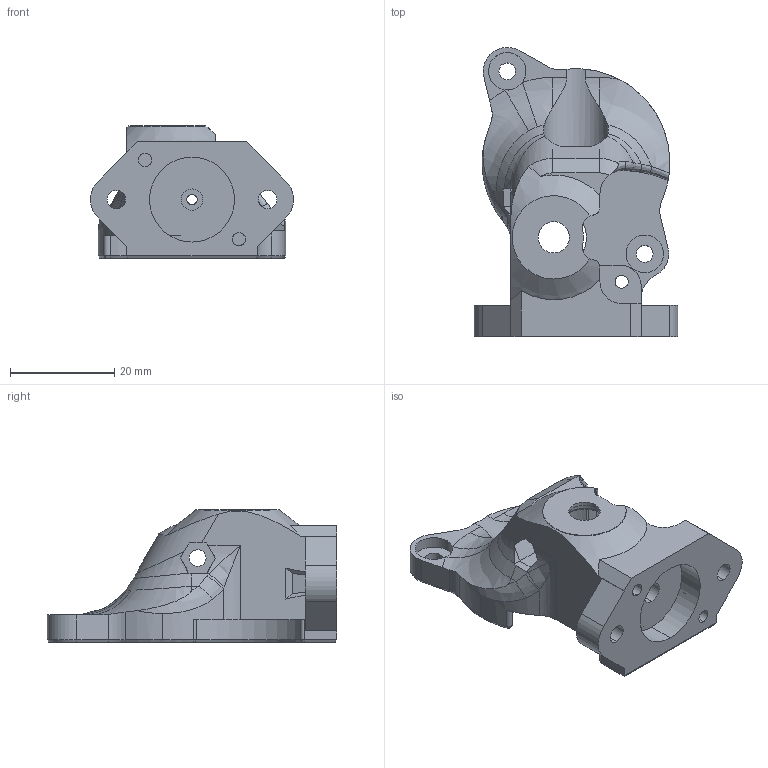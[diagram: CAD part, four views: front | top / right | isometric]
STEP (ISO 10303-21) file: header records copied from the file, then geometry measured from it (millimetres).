
FILE_DESCRIPTION (( 'STEP AP203' ), '1' );
FILE_NAME ('body01.STEP', '2021-12-25T14:19:17', ( '' ), ( '' ), 'SwSTEP 2.0', 'SolidWorks 2017', '' );
FILE_SCHEMA (( 'CONFIG_CONTROL_DESIGN' ));
Length unit declared in the file: millimetre
Products named in the file (1): body01
Bounding box: 38.96 x 55.51 x 25.5 mm (x, y, z)
Volume: 15944.4 mm3; surface area: 8836.2 mm2
Topology: 1 solids, 1 shells, 260 faces, 707 edges, 452 vertices
Faces by surface type: cylinder 107, plane 101, cone 32, bspline 20
Entity records: 9647 total; most frequent: CARTESIAN_POINT 3058, ORIENTED_EDGE 1412, DIRECTION 1335, EDGE_CURVE 706, AXIS2_PLACEMENT_3D 501, VERTEX_POINT 452, LINE 333, VECTOR 333
